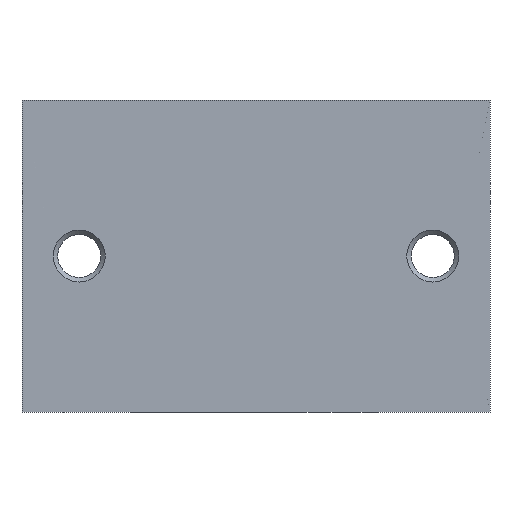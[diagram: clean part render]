
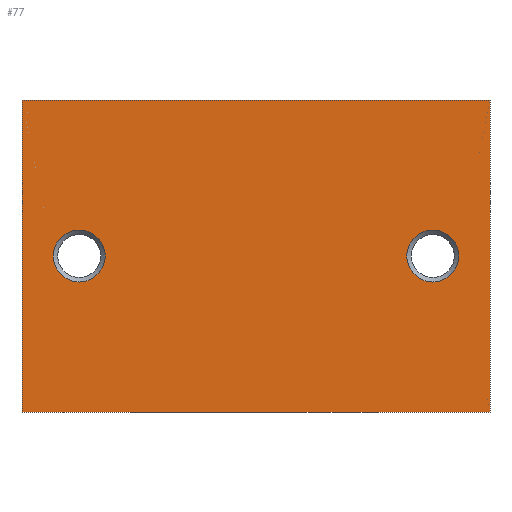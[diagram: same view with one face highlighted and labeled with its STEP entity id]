
A CAD part, front view. The second image highlights one B-rep face of the part: STEP entity #77.
In plain terms, the highlighted planar face has unit normal (0, -1, 0).
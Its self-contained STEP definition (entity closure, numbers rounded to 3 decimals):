
#77 = ADVANCED_FACE( '', ( #165, #166, #167 ), #168, .F. );
#165 = FACE_BOUND( '', #248, .T. );
#166 = FACE_OUTER_BOUND( '', #249, .T. );
#167 = FACE_BOUND( '', #250, .T. );
#168 = PLANE( '', #251 );
#248 = EDGE_LOOP( '', ( #381 ) );
#249 = EDGE_LOOP( '', ( #382, #383, #384, #385 ) );
#250 = EDGE_LOOP( '', ( #386 ) );
#251 = AXIS2_PLACEMENT_3D( '', #387, #388, #389 );
#381 = ORIENTED_EDGE( '', *, *, #408, .F. );
#382 = ORIENTED_EDGE( '', *, *, #437, .T. );
#383 = ORIENTED_EDGE( '', *, *, #445, .F. );
#384 = ORIENTED_EDGE( '', *, *, #423, .F. );
#385 = ORIENTED_EDGE( '', *, *, #401, .T. );
#386 = ORIENTED_EDGE( '', *, *, #439, .F. );
#387 = CARTESIAN_POINT( '', ( -22.5, 0., 30. ) );
#388 = DIRECTION( '', ( 0., 1., 0. ) );
#389 = DIRECTION( '', ( 0., 0., 1. ) );
#401 = EDGE_CURVE( '', #455, #453, #456, .T. );
#408 = EDGE_CURVE( '', #466, #466, #467, .T. );
#423 = EDGE_CURVE( '', #455, #491, #492, .T. );
#437 = EDGE_CURVE( '', #453, #511, #513, .T. );
#439 = EDGE_CURVE( '', #515, #515, #516, .T. );
#445 = EDGE_CURVE( '', #491, #511, #523, .T. );
#453 = VERTEX_POINT( '', #532 );
#455 = VERTEX_POINT( '', #535 );
#456 = LINE( '', #536, #537 );
#466 = VERTEX_POINT( '', #549 );
#467 = CIRCLE( '', #550, 2.5 );
#491 = VERTEX_POINT( '', #641 );
#492 = LINE( '', #642, #643 );
#511 = VERTEX_POINT( '', #667 );
#513 = LINE( '', #670, #671 );
#515 = VERTEX_POINT( '', #673 );
#516 = CIRCLE( '', #674, 2.5 );
#523 = LINE( '', #682, #683 );
#532 = CARTESIAN_POINT( '', ( -22.5, 0., 0. ) );
#535 = CARTESIAN_POINT( '', ( -22.5, 0., 30. ) );
#536 = CARTESIAN_POINT( '', ( -22.5, 0., 30. ) );
#537 = VECTOR( '', #691, 1000. );
#549 = CARTESIAN_POINT( '', ( 17., 0., 12.5 ) );
#550 = AXIS2_PLACEMENT_3D( '', #700, #701, #702 );
#641 = CARTESIAN_POINT( '', ( 22.5, 0., 30. ) );
#642 = CARTESIAN_POINT( '', ( -22.5, 0., 30. ) );
#643 = VECTOR( '', #719, 1000. );
#667 = CARTESIAN_POINT( '', ( 22.5, 0., 0. ) );
#670 = CARTESIAN_POINT( '', ( -22.5, 0., 0. ) );
#671 = VECTOR( '', #738, 1000. );
#673 = CARTESIAN_POINT( '', ( -17., 0., 12.5 ) );
#674 = AXIS2_PLACEMENT_3D( '', #739, #740, #741 );
#682 = CARTESIAN_POINT( '', ( 22.5, 0., 30. ) );
#683 = VECTOR( '', #746, 1000. );
#691 = DIRECTION( '', ( 0., 0., -1. ) );
#700 = CARTESIAN_POINT( '', ( 17., 0., 15. ) );
#701 = DIRECTION( '', ( 0., -1., 0. ) );
#702 = DIRECTION( '', ( 0., 0., -1. ) );
#719 = DIRECTION( '', ( 1., 0., 0. ) );
#738 = DIRECTION( '', ( 1., 0., 0. ) );
#739 = CARTESIAN_POINT( '', ( -17., 0., 15. ) );
#740 = DIRECTION( '', ( 0., -1., 0. ) );
#741 = DIRECTION( '', ( 0., 0., -1. ) );
#746 = DIRECTION( '', ( 0., 0., -1. ) );
